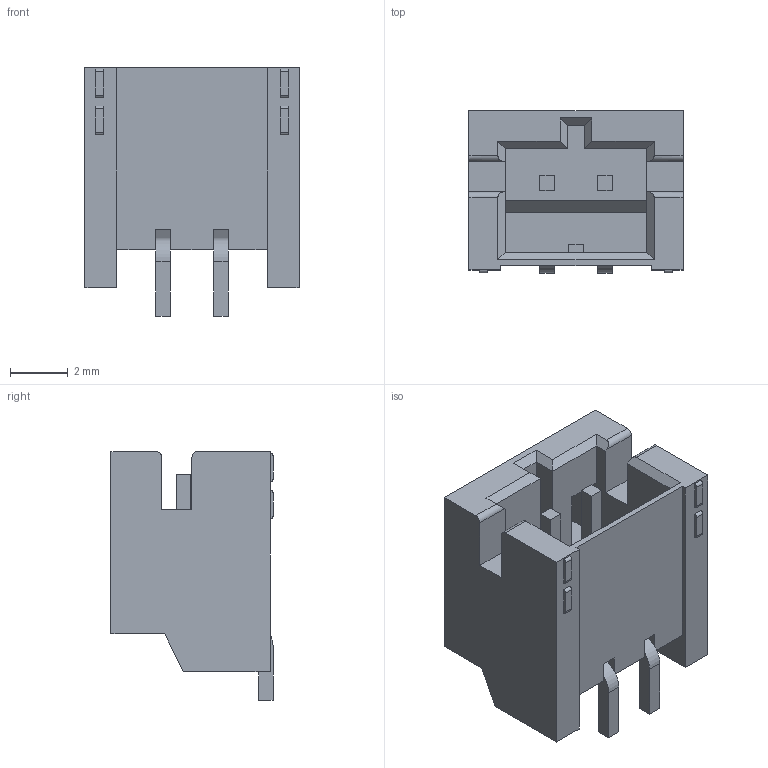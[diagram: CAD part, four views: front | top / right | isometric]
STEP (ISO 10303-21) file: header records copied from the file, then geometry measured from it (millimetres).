
FILE_DESCRIPTION((''),'2;1');
FILE_NAME('C-1775469-2','2010-06-17T',('workeradm'),('Tyco Electronics Ltd.'),'PRO/ENGINEER BY PARAMETRIC TECHNOLOGY CORPORATION, 2009300','PRO/ENGINEER BY PARAMETRIC TECHNOLOGY CORPORATION, 2009300','');
FILE_SCHEMA(('AUTOMOTIVE_DESIGN { 1 0 10303 214 1 1 1 1 }'));
Length unit declared in the file: millimetre
Products named in the file (1): C-1775469-2
Bounding box: 7.4 x 5.6 x 8.6 mm (x, y, z)
Volume: 166.2 mm3; surface area: 406.4 mm2
Topology: 1 solids, 1 shells, 116 faces, 318 edges, 208 vertices
Faces by surface type: plane 98, cylinder 18
Entity records: 3905 total; most frequent: CARTESIAN_POINT 666, ORIENTED_EDGE 636, DIRECTION 578, EDGE_CURVE 318, VECTOR 282, LINE 282, VERTEX_POINT 208, AXIS2_PLACEMENT_3D 148
